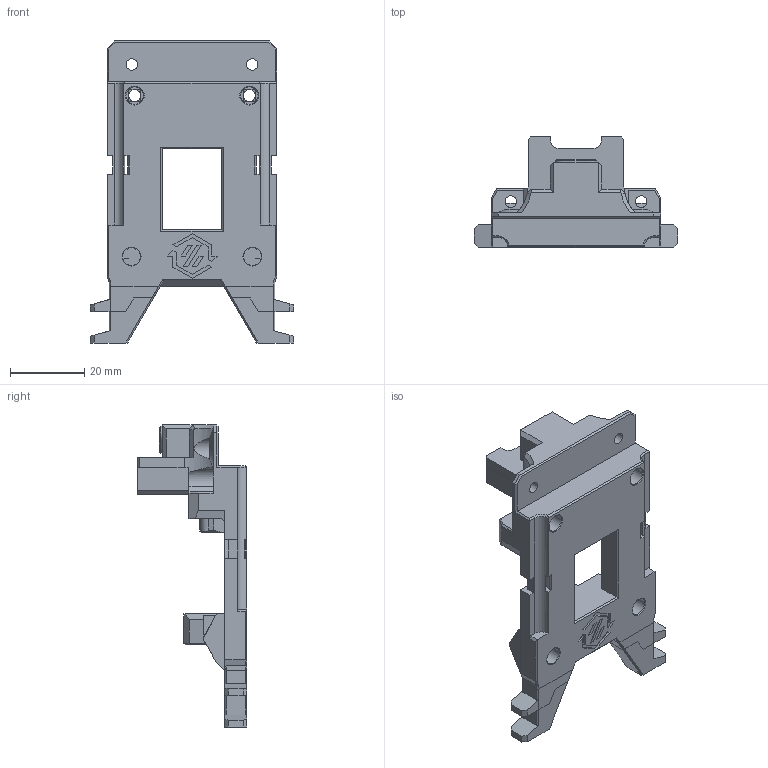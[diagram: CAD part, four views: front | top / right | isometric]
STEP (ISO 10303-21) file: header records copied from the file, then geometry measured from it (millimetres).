
FILE_DESCRIPTION(/* description */ (''),/* implementation_level */ '2;1');
FILE_NAME(/* name */ 'XOL.step',/* time_stamp */ '2024-08-27T03:24:17+01:00',/* author */ (''),/* organization */ (''),/* preprocessor_version */ 'ST-DEVELOPER v20',/* originating_system */ 'Autodesk Translation Framework v13.14.0.145',/* authorisation */ '');
FILE_SCHEMA (('AUTOMOTIVE_DESIGN { 1 0 10303 214 3 1 1 }'));
Length unit declared in the file: millimetre
Products named in the file (2): Xol SC V1.1R2; Backplate
Assembly tree (1 placements, depth 2):
  Xol SC V1.1R2
    Backplate
Bounding box: 54.63 x 29.58 x 81.23 mm (x, y, z)
Volume: 26457.8 mm3; surface area: 13393.3 mm2
Topology: 5 solids, 7 shells, 515 faces, 1364 edges, 877 vertices
Faces by surface type: plane 440, cylinder 48, cone 25, bspline 2
Full cylindrical faces by diameter (mm): 2.8 x4, 3.1 x5, 3.2 x2, 4.7 x7, 6 x1
Entity records: 15926 total; most frequent: CARTESIAN_POINT 3003, ORIENTED_EDGE 2720, DIRECTION 2525, EDGE_CURVE 1360, LINE 1183, VECTOR 1183, VERTEX_POINT 877, AXIS2_PLACEMENT_3D 671
